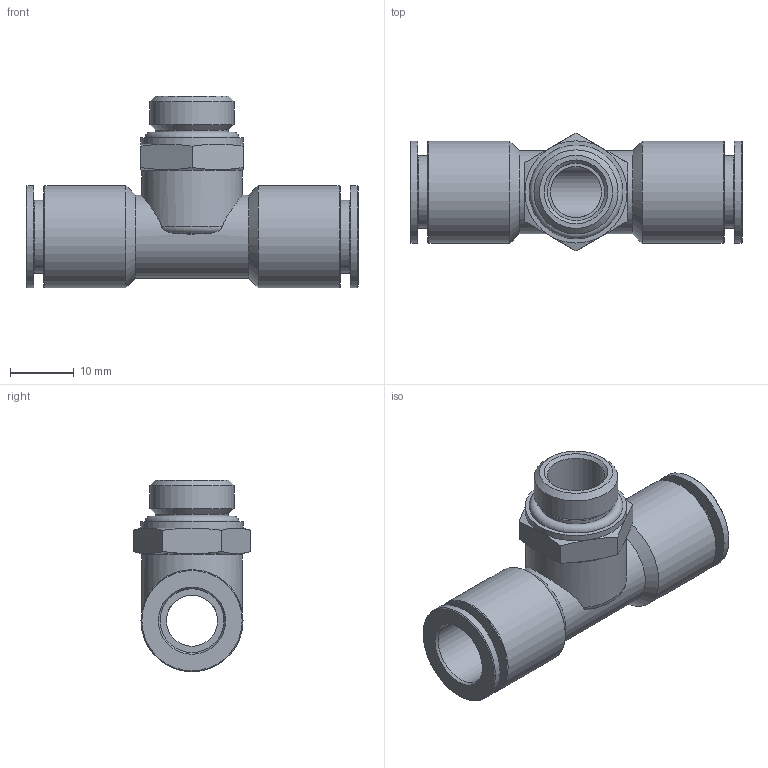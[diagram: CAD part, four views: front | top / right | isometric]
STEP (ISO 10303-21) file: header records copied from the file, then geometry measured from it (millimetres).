
FILE_DESCRIPTION(/* description */ ('STEP AP214'),/* implementation_level */ '2;1');
FILE_NAME(/* name */ '558741_NPQM-T-G14-Q10-P10',/* time_stamp */ '2024-09-13T06:41:53+02:00',/* author */ ('License CC BY-ND 4.0'),/* organization */ ('CADENAS'),/* preprocessor_version */ 'ST-DEVELOPER v19.3',/* originating_system */ 'PARTsolutions',/* authorisation */ ' ');
FILE_SCHEMA (('AUTOMOTIVE_DESIGN {1 0 10303 214 3 1 1}'));
Length unit declared in the file: millimetre
Products named in the file (1): 558741 NPQM-T-G14-Q10-P10
Bounding box: 52 x 18.48 x 30 mm (x, y, z)
Volume: 7119.5 mm3; surface area: 5975.8 mm2
Topology: 1 solids, 1 shells, 60 faces, 122 edges, 73 vertices
Faces by surface type: cone 24, plane 17, cylinder 16, torus 3
Full cylindrical faces by diameter (mm): 8 x2, 9 x1, 10 x2, 11.4 x2, 11.445 x1, 13 x1, 13.157 x1, 15.8 x1, 16 x5
Entity records: 1870 total; most frequent: CARTESIAN_POINT 319, DIRECTION 236, ORIENTED_EDGE 172, AXIS2_PLACEMENT_3D 115, EDGE_LOOP 106, FACE_BOUND 106, EDGE_CURVE 86, VERTEX_POINT 70
